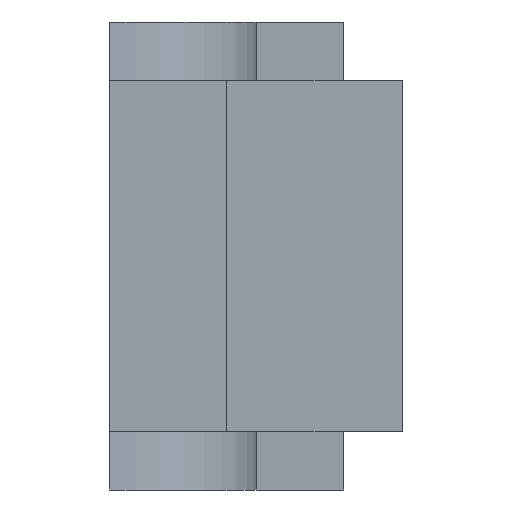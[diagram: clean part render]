
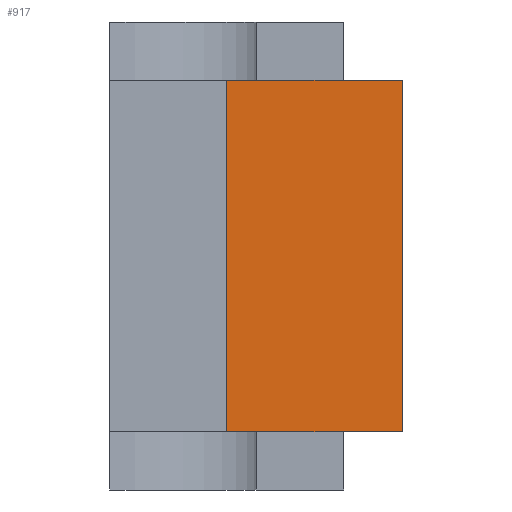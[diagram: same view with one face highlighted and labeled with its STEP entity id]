
A CAD part, left-side view. The second image highlights one B-rep face of the part: STEP entity #917.
In plain terms, the highlighted planar face has unit normal (-1, 0, 0).
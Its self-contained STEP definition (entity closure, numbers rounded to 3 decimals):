
#28 = AXIS2_PLACEMENT_3D ( 'NONE', #511, #1144, #1353 ) ;
#118 = LINE ( 'NONE', #736, #1344 ) ;
#185 = EDGE_CURVE ( 'NONE', #956, #945, #939, .T. ) ;
#268 = LINE ( 'NONE', #806, #1212 ) ;
#312 = ORIENTED_EDGE ( 'NONE', *, *, #185, .F. ) ;
#366 = EDGE_LOOP ( 'NONE', ( #819, #670, #677, #312 ) ) ;
#390 = EDGE_CURVE ( 'NONE', #956, #750, #595, .T. ) ;
#511 = CARTESIAN_POINT ( 'NONE',  ( -45., 25., 20. ) ) ;
#595 = LINE ( 'NONE', #807, #990 ) ;
#600 = CARTESIAN_POINT ( 'NONE',  ( -45., 15., 15. ) ) ;
#670 = ORIENTED_EDGE ( 'NONE', *, *, #734, .T. ) ;
#674 = CARTESIAN_POINT ( 'NONE',  ( -45., 15., -20.001 ) ) ;
#677 = ORIENTED_EDGE ( 'NONE', *, *, #1264, .F. ) ;
#734 = EDGE_CURVE ( 'NONE', #750, #808, #268, .T. ) ;
#736 = CARTESIAN_POINT ( 'NONE',  ( -45., 25., 15. ) ) ;
#750 = VERTEX_POINT ( 'NONE', #1203 ) ;
#784 = DIRECTION ( 'NONE',  ( 0., 0., 1. ) ) ;
#806 = CARTESIAN_POINT ( 'NONE',  ( -45., 0., 20. ) ) ;
#807 = CARTESIAN_POINT ( 'NONE',  ( -45., 25., -15. ) ) ;
#808 = VERTEX_POINT ( 'NONE', #1308 ) ;
#819 = ORIENTED_EDGE ( 'NONE', *, *, #390, .T. ) ;
#866 = DIRECTION ( 'NONE',  ( 0., 0., 1. ) ) ;
#909 = CARTESIAN_POINT ( 'NONE',  ( -45., 15., -15. ) ) ;
#917 = ADVANCED_FACE ( 'NONE', ( #1040 ), #1359, .F. ) ;
#939 = LINE ( 'NONE', #674, #950 ) ;
#945 = VERTEX_POINT ( 'NONE', #600 ) ;
#947 = DIRECTION ( 'NONE',  ( 0., -1., 0. ) ) ;
#950 = VECTOR ( 'NONE', #866, 1000. ) ;
#956 = VERTEX_POINT ( 'NONE', #909 ) ;
#990 = VECTOR ( 'NONE', #1111, 1000. ) ;
#1040 = FACE_OUTER_BOUND ( 'NONE', #366, .T. ) ;
#1111 = DIRECTION ( 'NONE',  ( 0., -1., 0. ) ) ;
#1144 = DIRECTION ( 'NONE',  ( 1., 0., 0. ) ) ;
#1203 = CARTESIAN_POINT ( 'NONE',  ( -45., 0., -15. ) ) ;
#1212 = VECTOR ( 'NONE', #784, 1000. ) ;
#1264 = EDGE_CURVE ( 'NONE', #945, #808, #118, .T. ) ;
#1308 = CARTESIAN_POINT ( 'NONE',  ( -45., 0., 15. ) ) ;
#1344 = VECTOR ( 'NONE', #947, 1000. ) ;
#1353 = DIRECTION ( 'NONE',  ( 0., 0., -1. ) ) ;
#1359 = PLANE ( 'NONE',  #28 ) ;
